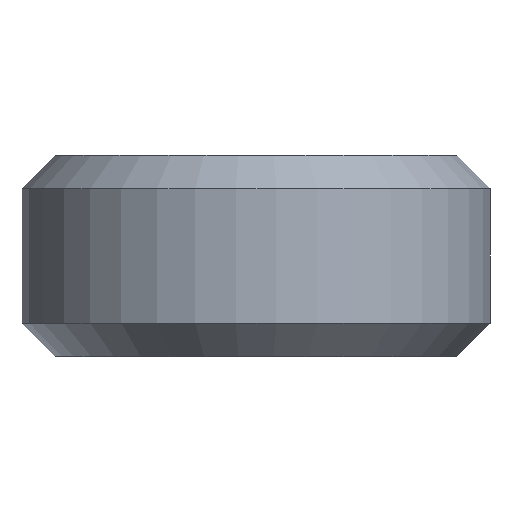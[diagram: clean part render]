
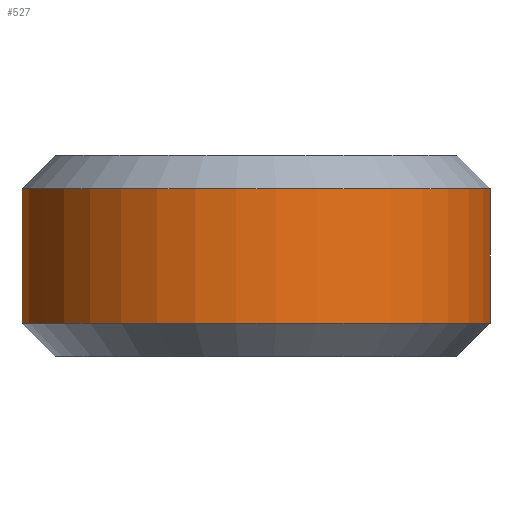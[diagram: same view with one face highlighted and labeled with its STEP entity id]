
A CAD part, left-side view. The second image highlights one B-rep face of the part: STEP entity #527.
In plain terms, the highlighted cylindrical face has radius 7 mm (diameter 14 mm), a partial arc.
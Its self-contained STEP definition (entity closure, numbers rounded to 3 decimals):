
#23=CYLINDRICAL_SURFACE('',#608,7.);
#75=FACE_OUTER_BOUND('',#114,.T.);
#114=EDGE_LOOP('',(#473,#474,#475,#476));
#147=CIRCLE('',#597,7.);
#151=CIRCLE('',#605,7.);
#186=LINE('',#919,#224);
#189=LINE('',#930,#227);
#224=VECTOR('',#760,10.);
#227=VECTOR('',#777,10.);
#266=VERTEX_POINT('',#908);
#267=VERTEX_POINT('',#912);
#268=VERTEX_POINT('',#918);
#269=VERTEX_POINT('',#922);
#332=EDGE_CURVE('',#266,#267,#147,.T.);
#334=EDGE_CURVE('',#268,#266,#186,.T.);
#339=EDGE_CURVE('',#269,#268,#151,.T.);
#340=EDGE_CURVE('',#267,#269,#189,.T.);
#473=ORIENTED_EDGE('',*,*,#332,.T.);
#474=ORIENTED_EDGE('',*,*,#340,.T.);
#475=ORIENTED_EDGE('',*,*,#339,.T.);
#476=ORIENTED_EDGE('',*,*,#334,.T.);
#527=ADVANCED_FACE('',(#75),#23,.T.);
#597=AXIS2_PLACEMENT_3D('',#914,#752,#753);
#605=AXIS2_PLACEMENT_3D('',#927,#771,#772);
#608=AXIS2_PLACEMENT_3D('',#931,#778,#779);
#752=DIRECTION('center_axis',(0.,0.,
-1.));
#753=DIRECTION('ref_axis',(0.,1.,0.));
#760=DIRECTION('',(0.,0.,1.));
#771=DIRECTION('center_axis',(0.,0.,
1.));
#772=DIRECTION('ref_axis',(0.,1.,0.));
#777=DIRECTION('',(0.,0.,-1.));
#778=DIRECTION('center_axis',(0.,0.,
-1.));
#779=DIRECTION('ref_axis',(-1.,0.,0.));
#908=CARTESIAN_POINT('',(-37.245,-41.445,-22.747));
#912=CARTESIAN_POINT('',(-37.245,-28.742,-22.747));
#914=CARTESIAN_POINT('Origin',(-40.187,-35.094,-22.747));
#918=CARTESIAN_POINT('',(-37.245,-41.445,-26.747));
#919=CARTESIAN_POINT('',(-37.245,-41.445,-50.547));
#922=CARTESIAN_POINT('',(-37.245,-28.742,-26.747));
#927=CARTESIAN_POINT('Origin',(-40.187,-35.094,-26.747));
#930=CARTESIAN_POINT('',(-37.245,-28.742,-50.547));
#931=CARTESIAN_POINT('Origin',(-40.187,-35.094,-50.547));
